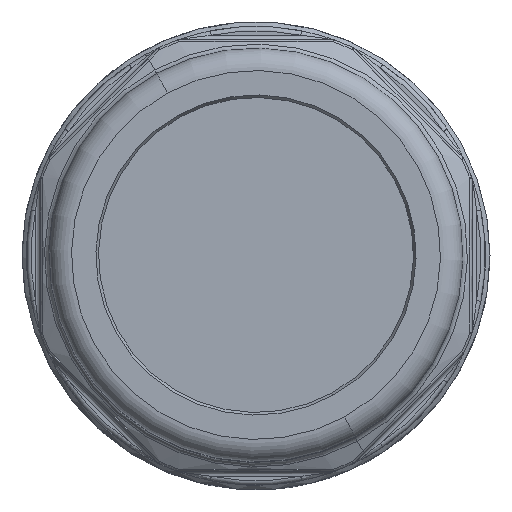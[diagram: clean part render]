
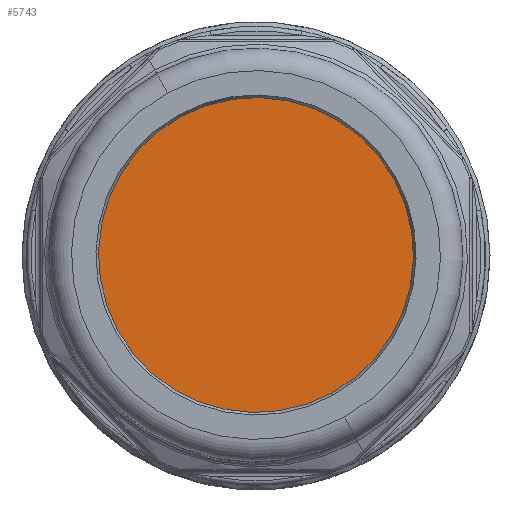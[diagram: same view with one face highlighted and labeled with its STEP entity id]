
A CAD part, top view. The second image highlights one B-rep face of the part: STEP entity #5743.
In plain terms, the highlighted planar face has unit normal (0, 0, 1).
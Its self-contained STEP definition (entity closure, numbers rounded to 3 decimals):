
#5720=CARTESIAN_POINT('Axis2P3D Location',(0.,0.,50.5)) ;
#5725=CARTESIAN_POINT('Axis2P3D Location',(0.,0.,50.5)) ;
#5729=CARTESIAN_POINT('Vertex',(-8.39,15.358,50.5)) ;
#5731=CARTESIAN_POINT('Vertex',(8.39,-15.358,50.5)) ;
#5734=CARTESIAN_POINT('Axis2P3D Location',(0.,0.,50.5)) ;
#5721=DIRECTION('Axis2P3D Direction',(0.,0.,1.)) ;
#5722=DIRECTION('Axis2P3D XDirection',(1.,0.,0.)) ;
#5726=DIRECTION('Axis2P3D Direction',(0.,0.,1.)) ;
#5735=DIRECTION('Axis2P3D Direction',(0.,0.,1.)) ;
#5723=AXIS2_PLACEMENT_3D('Plane Axis2P3D',#5720,#5721,#5722) ;
#5727=AXIS2_PLACEMENT_3D('Circle Axis2P3D',#5725,#5726,$) ;
#5736=AXIS2_PLACEMENT_3D('Circle Axis2P3D',#5734,#5735,$) ;
#5728=CIRCLE('generated circle',#5727,17.5) ;
#5737=CIRCLE('generated circle',#5736,17.5) ;
#5724=PLANE('',#5723) ;
#5733=EDGE_CURVE('',#5730,#5732,#5728,.T.) ;
#5738=EDGE_CURVE('',#5732,#5730,#5737,.T.) ;
#5740=ORIENTED_EDGE('',*,*,#5733,.T.) ;
#5741=ORIENTED_EDGE('',*,*,#5738,.T.) ;
#5739=EDGE_LOOP('',(#5740,#5741)) ;
#5730=VERTEX_POINT('',#5729) ;
#5732=VERTEX_POINT('',#5731) ;
#5743=ADVANCED_FACE('PartBody',(#5742),#5724,.T.) ;
#5742=FACE_OUTER_BOUND('',#5739,.T.) ;
